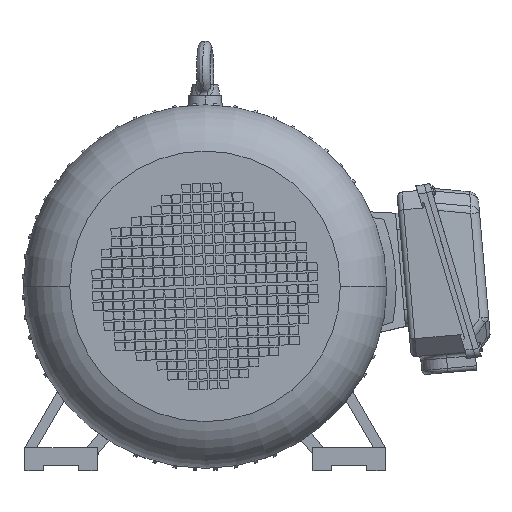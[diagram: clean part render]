
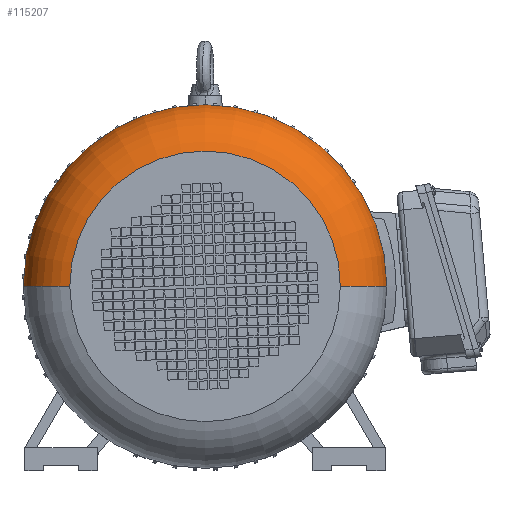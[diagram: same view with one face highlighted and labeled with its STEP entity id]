
A CAD part, top view. The second image highlights one B-rep face of the part: STEP entity #115207.
In plain terms, the highlighted toroidal (fillet/blend) face has major radius 116 mm and minor radius 60 mm.
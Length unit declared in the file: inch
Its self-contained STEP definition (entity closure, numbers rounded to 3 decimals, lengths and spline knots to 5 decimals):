
#265 = AXIS2_PLACEMENT_3D ( 'NONE', #31639, #33126, #54681 ) ;
#4343 = ORIENTED_EDGE ( 'NONE', *, *, #55297, .T. ) ;
#5540 = AXIS2_PLACEMENT_3D ( 'NONE', #78978, #89053, #67944 ) ;
#8389 = CIRCLE ( 'NONE', #13268, 6.92913 ) ;
#13268 = AXIS2_PLACEMENT_3D ( 'NONE', #106841, #27091, #118867 ) ;
#17996 = ORIENTED_EDGE ( 'NONE', *, *, #118932, .F. ) ;
#20113 = EDGE_CURVE ( 'NONE', #72730, #129141, #56185, .T. ) ;
#23782 = CARTESIAN_POINT ( 'NONE',  ( 0.94261, 6.90189, 26.52579 ) ) ;
#27091 = DIRECTION ( 'NONE',  ( 0., 0., -1. ) ) ;
#31639 = CARTESIAN_POINT ( 'NONE',  ( 5.50954, 6.90189, 24.23859 ) ) ;
#31917 = CARTESIAN_POINT ( 'NONE',  ( 0.94261, 6.90189, 24.23859 ) ) ;
#33126 = DIRECTION ( 'NONE',  ( 0., 1., 0. ) ) ;
#35915 = VERTEX_POINT ( 'NONE', #44895 ) ;
#37178 = FACE_OUTER_BOUND ( 'NONE', #101299, .T. ) ;
#39640 = ORIENTED_EDGE ( 'NONE', *, *, #20113, .T. ) ;
#41527 = CIRCLE ( 'NONE', #5540, 2.3622 ) ;
#42342 = EDGE_CURVE ( 'NONE', #129141, #142033, #101334, .T. ) ;
#43811 = ORIENTED_EDGE ( 'NONE', *, *, #54424, .F. ) ;
#44895 = CARTESIAN_POINT ( 'NONE',  ( 0.94261, 13.83103, 24.23859 ) ) ;
#54424 = EDGE_CURVE ( 'NONE', #35915, #142033, #8389, .T. ) ;
#54681 = DIRECTION ( 'NONE',  ( -1., 0., 0. ) ) ;
#55297 = EDGE_CURVE ( 'NONE', #93458, #72730, #137493, .T. ) ;
#56185 = CIRCLE ( 'NONE', #132353, 5.15748 ) ;
#56390 = ORIENTED_EDGE ( 'NONE', *, *, #42342, .T. ) ;
#56859 = AXIS2_PLACEMENT_3D ( 'NONE', #31917, #145359, #66031 ) ;
#58450 = CARTESIAN_POINT ( 'NONE',  ( 0.94261, 6.90189, 26.52579 ) ) ;
#63520 = EDGE_CURVE ( 'NONE', #107811, #35915, #126701, .T. ) ;
#66031 = DIRECTION ( 'NONE',  ( -1., 0., 0. ) ) ;
#67863 = AXIS2_PLACEMENT_3D ( 'NONE', #96066, #117172, #71499 ) ;
#67944 = DIRECTION ( 'NONE',  ( 0., 0., -1. ) ) ;
#70013 = DIRECTION ( 'NONE',  ( -1., 0., 0. ) ) ;
#71499 = DIRECTION ( 'NONE',  ( 0., 1., 0. ) ) ;
#72730 = VERTEX_POINT ( 'NONE', #128162 ) ;
#78978 = CARTESIAN_POINT ( 'NONE',  ( -3.62432, 6.90189, 24.23859 ) ) ;
#84760 = ORIENTED_EDGE ( 'NONE', *, *, #63520, .F. ) ;
#87891 = CARTESIAN_POINT ( 'NONE',  ( 7.87174, 6.90189, 24.23859 ) ) ;
#89053 = DIRECTION ( 'NONE',  ( 0., -1., 0. ) ) ;
#91580 = DIRECTION ( 'NONE',  ( 0., 0., -1. ) ) ;
#91938 = DIRECTION ( 'NONE',  ( 0., 0., -1. ) ) ;
#93256 = CARTESIAN_POINT ( 'NONE',  ( -5.98653, 6.90189, 24.23859 ) ) ;
#93458 = VERTEX_POINT ( 'NONE', #134383 ) ;
#96066 = CARTESIAN_POINT ( 'NONE',  ( 0.94261, 6.90189, 24.23859 ) ) ;
#101299 = EDGE_LOOP ( 'NONE', ( #4343, #39640, #56390, #43811, #84760, #17996 ) ) ;
#101334 = CIRCLE ( 'NONE', #265, 2.3622 ) ;
#106841 = CARTESIAN_POINT ( 'NONE',  ( 0.94261, 6.90189, 24.23859 ) ) ;
#107482 = AXIS2_PLACEMENT_3D ( 'NONE', #23782, #91938, #115536 ) ;
#107811 = VERTEX_POINT ( 'NONE', #93256 ) ;
#115207 = ADVANCED_FACE ( 'NONE', ( #37178 ), #146795, .T. ) ;
#115536 = DIRECTION ( 'NONE',  ( -1., 0., 0. ) ) ;
#117172 = DIRECTION ( 'NONE',  ( 0., 0., -1. ) ) ;
#118867 = DIRECTION ( 'NONE',  ( 0., 1., 0. ) ) ;
#118932 = EDGE_CURVE ( 'NONE', #93458, #107811, #41527, .T. ) ;
#126701 = CIRCLE ( 'NONE', #67863, 6.92913 ) ;
#128162 = CARTESIAN_POINT ( 'NONE',  ( 0.94261, 12.05937, 26.52579 ) ) ;
#129141 = VERTEX_POINT ( 'NONE', #138932 ) ;
#132353 = AXIS2_PLACEMENT_3D ( 'NONE', #58450, #91580, #70013 ) ;
#134383 = CARTESIAN_POINT ( 'NONE',  ( -4.21487, 6.90189, 26.52579 ) ) ;
#137493 = CIRCLE ( 'NONE', #107482, 5.15748 ) ;
#138932 = CARTESIAN_POINT ( 'NONE',  ( 6.10009, 6.90189, 26.52579 ) ) ;
#142033 = VERTEX_POINT ( 'NONE', #87891 ) ;
#145359 = DIRECTION ( 'NONE',  ( 0., 0., -1. ) ) ;
#146795 = TOROIDAL_SURFACE ( 'NONE', #56859, 4.56693, 2.3622 ) ;
